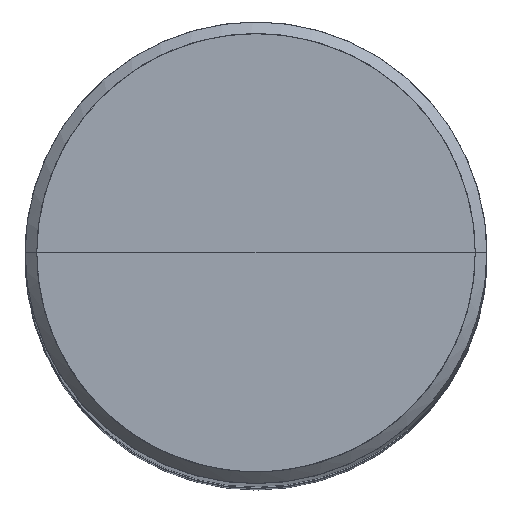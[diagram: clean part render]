
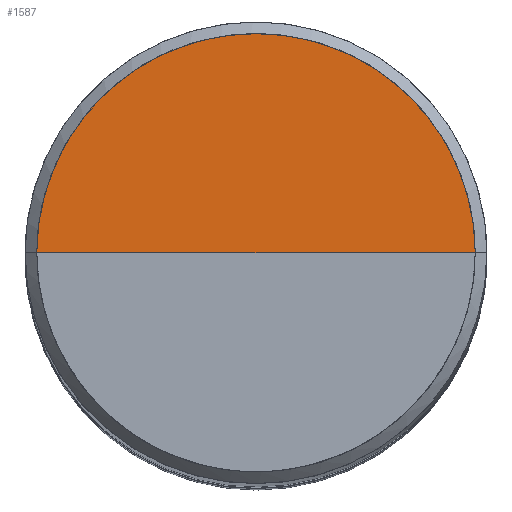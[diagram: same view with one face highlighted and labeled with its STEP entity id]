
A CAD part, top view. The second image highlights one B-rep face of the part: STEP entity #1587.
In plain terms, the highlighted free-form (B-spline) face has degree [1, 2] with [2, 5] control points.
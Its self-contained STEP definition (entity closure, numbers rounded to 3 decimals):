
#1298=CARTESIAN_POINT('',(9.5,0.0,120.0));
#1299=CARTESIAN_POINT('',(9.5,9.5,120.0));
#1300=CARTESIAN_POINT('',(0.0,9.5,120.0));
#1301=CARTESIAN_POINT('',(-9.5,9.5,120.0));
#1302=CARTESIAN_POINT('',(-9.5,0.0,120.0));
#1303=CARTESIAN_POINT('',(0.0,0.0,120.0));
#1572=(
BOUNDED_SURFACE()
B_SPLINE_SURFACE(1,2,(
(#1298,#1299,#1300,#1301,#1302),
(#1303,#1303,#1303,#1303,#1303)
), .UNSPECIFIED.,.F.,.F.,.F.)
B_SPLINE_SURFACE_WITH_KNOTS((2,2),(3,2,3),(
0.0,1.0),(
0.0,0.5,1.0), .UNSPECIFIED.)
GEOMETRIC_REPRESENTATION_ITEM()
RATIONAL_B_SPLINE_SURFACE(((1.0,0.707,1.0,0.707,1.0),
(1.0,0.707,1.0,0.707,1.0)
))
REPRESENTATION_ITEM('')
SURFACE()
);
#1573=(
BOUNDED_CURVE()
B_SPLINE_CURVE(2,(#1302,#1301,#1300,#1299,#1298),.UNSPECIFIED.,.F.,.F.)
B_SPLINE_CURVE_WITH_KNOTS((3,2,3),
(0.0,0.5,1.0),.UNSPECIFIED.)
CURVE()
GEOMETRIC_REPRESENTATION_ITEM()
RATIONAL_B_SPLINE_CURVE((1.0,0.707,1.0,0.707,1.0))
REPRESENTATION_ITEM('')
);
#1574=(
BOUNDED_CURVE()
B_SPLINE_CURVE(1,(#1298,#1303),.UNSPECIFIED.,.F.,.F.)
B_SPLINE_CURVE_WITH_KNOTS((2,2),
(0.0,1.0),.UNSPECIFIED.)
CURVE()
GEOMETRIC_REPRESENTATION_ITEM()
RATIONAL_B_SPLINE_CURVE((1.0,1.0))
REPRESENTATION_ITEM('')
);
#1575=(
BOUNDED_CURVE()
B_SPLINE_CURVE(1,(#1303,#1302),.UNSPECIFIED.,.F.,.F.)
B_SPLINE_CURVE_WITH_KNOTS((2,2),
(0.0,1.0),.UNSPECIFIED.)
CURVE()
GEOMETRIC_REPRESENTATION_ITEM()
RATIONAL_B_SPLINE_CURVE((1.0,1.0))
REPRESENTATION_ITEM('')
);
#1576=VERTEX_POINT('',#1298);
#1577=VERTEX_POINT('',#1302);
#1578=VERTEX_POINT('',#1303);
#1579=EDGE_CURVE('',#1577,#1576,#1573,.T.);
#1580=EDGE_CURVE('',#1576,#1578,#1574,.T.);
#1581=EDGE_CURVE('',#1578,#1577,#1575,.T.);
#1582=ORIENTED_EDGE('',*,*,#1579,.T.);
#1583=ORIENTED_EDGE('',*,*,#1580,.T.);
#1584=ORIENTED_EDGE('',*,*,#1581,.T.);
#1585=EDGE_LOOP('',(#1582,#1583,#1584));
#1586=FACE_OUTER_BOUND('',#1585,.T.);
#1587=ADVANCED_FACE('',(#1586),#1572,.T.);
